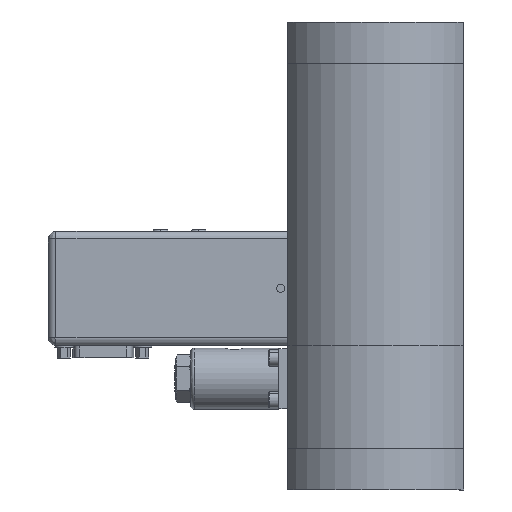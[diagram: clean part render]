
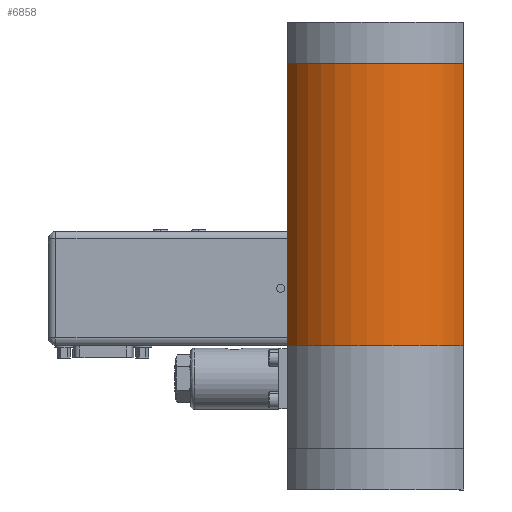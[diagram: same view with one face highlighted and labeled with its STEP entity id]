
A CAD part, left-side view. The second image highlights one B-rep face of the part: STEP entity #6858.
In plain terms, the highlighted cylindrical face has radius 42 mm (diameter 84 mm), a partial arc.
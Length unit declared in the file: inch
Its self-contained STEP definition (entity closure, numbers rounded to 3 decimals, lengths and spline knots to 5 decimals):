
#558 = CIRCLE ( 'NONE', #7224, 1.65354 ) ;
#814 = VERTEX_POINT ( 'NONE', #2388 ) ;
#1516 = AXIS2_PLACEMENT_3D ( 'NONE', #6584, #7250, #6500 ) ;
#1540 = CARTESIAN_POINT ( 'NONE',  ( -0.76057, -1.19872, 4.17209 ) ) ;
#2388 = CARTESIAN_POINT ( 'NONE',  ( -0.76057, 1.73829, 4.17209 ) ) ;
#2680 = VERTEX_POINT ( 'NONE', #9630 ) ;
#2985 = CYLINDRICAL_SURFACE ( 'NONE', #1516, 1.65354 ) ;
#3259 = FACE_OUTER_BOUND ( 'NONE', #10041, .T. ) ;
#3464 = EDGE_CURVE ( 'NONE', #814, #10197, #558, .T. ) ;
#3601 = VERTEX_POINT ( 'NONE', #9514 ) ;
#3854 = EDGE_CURVE ( 'NONE', #3601, #2680, #5617, .T. ) ;
#4114 = DIRECTION ( 'NONE',  ( 0., 0., 1. ) ) ;
#4250 = DIRECTION ( 'NONE',  ( 0., 1., 0. ) ) ;
#4785 = AXIS2_PLACEMENT_3D ( 'NONE', #9953, #9944, #9937 ) ;
#4991 = VECTOR ( 'NONE', #4114, 39.37008 ) ;
#5141 = ORIENTED_EDGE ( 'NONE', *, *, #7990, .T. ) ;
#5617 = CIRCLE ( 'NONE', #4785, 1.65354 ) ;
#6500 = DIRECTION ( 'NONE',  ( 0., 1., 0. ) ) ;
#6584 = CARTESIAN_POINT ( 'NONE',  ( -0.0005, 0.26978, 4.17209 ) ) ;
#6716 = LINE ( 'NONE', #9381, #10957 ) ;
#6858 = ADVANCED_FACE ( 'NONE', ( #3259 ), #2985, .T. ) ;
#7224 = AXIS2_PLACEMENT_3D ( 'NONE', #8525, #8575, #4250 ) ;
#7250 = DIRECTION ( 'NONE',  ( 0., 0., -1. ) ) ;
#7885 = EDGE_CURVE ( 'NONE', #2680, #10197, #9516, .T. ) ;
#7990 = EDGE_CURVE ( 'NONE', #814, #3601, #6716, .T. ) ;
#8525 = CARTESIAN_POINT ( 'NONE',  ( -0.0005, 0.26978, 4.17209 ) ) ;
#8575 = DIRECTION ( 'NONE',  ( 0., 0., 1. ) ) ;
#9381 = CARTESIAN_POINT ( 'NONE',  ( -0.76057, 1.73829, 4.17209 ) ) ;
#9514 = CARTESIAN_POINT ( 'NONE',  ( -0.76057, 1.73829, -0.55232 ) ) ;
#9516 = LINE ( 'NONE', #1540, #4991 ) ;
#9630 = CARTESIAN_POINT ( 'NONE',  ( -0.76057, -1.19872, -0.55232 ) ) ;
#9632 = ORIENTED_EDGE ( 'NONE', *, *, #7885, .T. ) ;
#9811 = CARTESIAN_POINT ( 'NONE',  ( -0.76057, -1.19872, 4.17209 ) ) ;
#9937 = DIRECTION ( 'NONE',  ( 0., 1., 0. ) ) ;
#9944 = DIRECTION ( 'NONE',  ( 0., 0., 1. ) ) ;
#9953 = CARTESIAN_POINT ( 'NONE',  ( -0.0005, 0.26978, -0.55232 ) ) ;
#10041 = EDGE_LOOP ( 'NONE', ( #5141, #10310, #9632, #10708 ) ) ;
#10197 = VERTEX_POINT ( 'NONE', #9811 ) ;
#10220 = DIRECTION ( 'NONE',  ( 0., 0., -1. ) ) ;
#10310 = ORIENTED_EDGE ( 'NONE', *, *, #3854, .T. ) ;
#10708 = ORIENTED_EDGE ( 'NONE', *, *, #3464, .F. ) ;
#10957 = VECTOR ( 'NONE', #10220, 39.37008 ) ;
